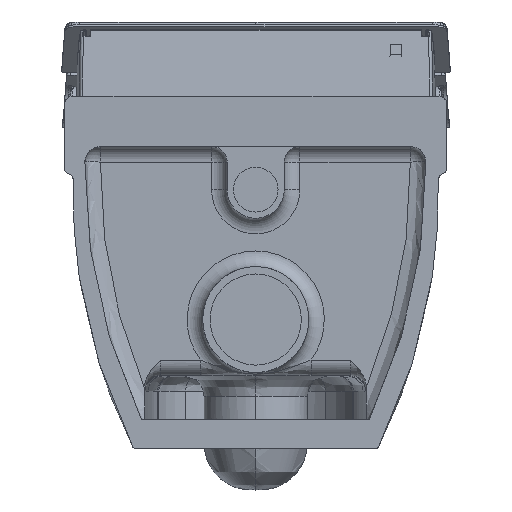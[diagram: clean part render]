
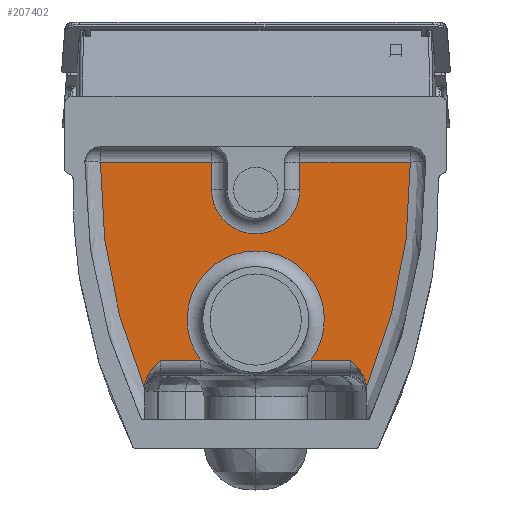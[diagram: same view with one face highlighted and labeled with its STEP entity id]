
A CAD part, left-side view. The second image highlights one B-rep face of the part: STEP entity #207402.
In plain terms, the highlighted planar face has unit normal (-1, 0, 0).
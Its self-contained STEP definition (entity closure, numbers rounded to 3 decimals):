
#202790=CARTESIAN_POINT('',(100.0,91.898,-219.));
#202791=VERTEX_POINT('',#202790);
#202792=CARTESIAN_POINT('',(100.,106.896,-244.98));
#202793=VERTEX_POINT('',#202792);
#202794=CARTESIAN_POINT('',(100.0,91.898,-219.));
#202795=CARTESIAN_POINT('',(100.0,91.903,-219.006));
#202796=CARTESIAN_POINT('',(100.0,91.909,-219.011));
#202797=CARTESIAN_POINT('',(100.0,94.722,-221.824));
#202798=CARTESIAN_POINT('',(100.,97.553,-224.657));
#202799=CARTESIAN_POINT('',(100.,102.049,-230.381));
#202800=CARTESIAN_POINT('',(100.0,104.082,-233.492));
#202801=CARTESIAN_POINT('',(100.0,106.473,-239.943));
#202802=CARTESIAN_POINT('',(100.0,106.896,-242.596));
#202803=CARTESIAN_POINT('',(100.0,106.896,-244.98));
#202804=B_SPLINE_CURVE_WITH_KNOTS('',3,(#202794,#202795,#202796,#202797,#202798,#202799,#202800,#202801,#202802,#202803),.UNSPECIFIED.,.F.,.U.,(4,2,2,2,4),(-0.002,0.0,1.191,2.172,2.956),.UNSPECIFIED.);
#202805=EDGE_CURVE('',#202791,#202793,#202804,.T.);
#205320=CARTESIAN_POINT('',(100.0,-91.394,-219.));
#205321=VERTEX_POINT('',#205320);
#205322=CARTESIAN_POINT('',(100.,-106.393,-244.98));
#205323=VERTEX_POINT('',#205322);
#205324=CARTESIAN_POINT('',(100.0,-106.393,-244.98));
#205325=CARTESIAN_POINT('',(100.0,-106.393,-242.596));
#205326=CARTESIAN_POINT('',(100.0,-105.969,-239.943));
#205327=CARTESIAN_POINT('',(100.0,-103.578,-233.492));
#205328=CARTESIAN_POINT('',(100.0,-101.545,-230.381));
#205329=CARTESIAN_POINT('',(100.0,-97.05,-224.657));
#205330=CARTESIAN_POINT('',(100.0,-94.218,-221.824));
#205331=CARTESIAN_POINT('',(100.0,-91.405,-219.011));
#205332=CARTESIAN_POINT('',(100.0,-91.4,-219.006));
#205333=CARTESIAN_POINT('',(100.0,-91.394,-219.));
#205334=B_SPLINE_CURVE_WITH_KNOTS('',3,(#205324,#205325,#205326,#205327,#205328,#205329,#205330,#205331,#205332,#205333),.UNSPECIFIED.,.F.,.U.,(4,2,2,2,4),(0.0,0.715,1.61,2.697,2.699),.UNSPECIFIED.);
#205335=EDGE_CURVE('',#205321,#205323,#205334,.F.);
#205627=CARTESIAN_POINT('',(100.0,-106.393,-245.837));
#205628=VERTEX_POINT('',#205627);
#205638=CARTESIAN_POINT('',(100.0,-106.393,-245.837));
#205639=CARTESIAN_POINT('',(100.0,-106.393,-245.552));
#205640=CARTESIAN_POINT('',(100.0,-106.393,-245.266));
#205641=CARTESIAN_POINT('',(100.0,-106.393,-244.98));
#205642=B_SPLINE_CURVE_WITH_KNOTS('',3,(#205638,#205639,#205640,#205641),.UNSPECIFIED.,.F.,.U.,(4,4),(-1.184,-1.098),.UNSPECIFIED.);
#205643=EDGE_CURVE('',#205628,#205323,#205642,.T.);
#206987=CARTESIAN_POINT('',(100.0,106.896,-246.188));
#206988=VERTEX_POINT('',#206987);
#206989=CARTESIAN_POINT('',(100.0,106.896,-244.98));
#206990=CARTESIAN_POINT('',(100.0,106.896,-245.383));
#206991=CARTESIAN_POINT('',(100.0,106.896,-245.785));
#206992=CARTESIAN_POINT('',(100.0,106.896,-246.188));
#206993=B_SPLINE_CURVE_WITH_KNOTS('',3,(#206989,#206990,#206991,#206992),.UNSPECIFIED.,.F.,.U.,(4,4),(-3.213,-3.093),.UNSPECIFIED.);
#206994=EDGE_CURVE('',#202793,#206988,#206993,.T.);
#207112=CARTESIAN_POINT('',(100.0,-53.245,-219.));
#207113=VERTEX_POINT('',#207112);
#207114=CARTESIAN_POINT('',(100.0,-91.394,-219.));
#207115=DIRECTION('',(0.0,1.0,0.0));
#207116=VECTOR('',#207115,38.149);
#207117=LINE('',#207114,#207116);
#207118=EDGE_CURVE('',#205321,#207113,#207117,.T.);
#207244=CARTESIAN_POINT('',(100.0,53.245,-219.));
#207245=VERTEX_POINT('',#207244);
#207285=CARTESIAN_POINT('',(100.0,53.245,-219.));
#207286=DIRECTION('',(0.0,1.0,0.0));
#207287=VECTOR('',#207286,38.653);
#207288=LINE('',#207285,#207287);
#207289=EDGE_CURVE('',#207245,#202791,#207288,.T.);
#207311=CARTESIAN_POINT('',(100.0,0.,-180.));
#207312=DIRECTION('',(-1.0,0.0,0.0));
#207313=DIRECTION('',(0.0,0.0,-1.0));
#207314=AXIS2_PLACEMENT_3D('',#207311,#207312,#207313);
#207315=CIRCLE('',#207314,66.0);
#207316=EDGE_CURVE('',#207113,#207245,#207315,.T.);
#207321=CARTESIAN_POINT('',(100.0,0.326,-132.779));
#207322=DIRECTION('',(1.0,0.0,0.0));
#207323=DIRECTION('',(0.0,0.0,-1.0));
#207324=AXIS2_PLACEMENT_3D('',#207321,#207322,#207323);
#207325=PLANE('',#207324);
#207326=ORIENTED_EDGE('',*,*,#202805,.F.);
#207327=ORIENTED_EDGE('',*,*,#207289,.F.);
#207328=ORIENTED_EDGE('',*,*,#207316,.F.);
#207329=ORIENTED_EDGE('',*,*,#207118,.F.);
#207330=ORIENTED_EDGE('',*,*,#205335,.T.);
#207331=ORIENTED_EDGE('',*,*,#205643,.F.);
#207332=CARTESIAN_POINT('',(100.0,-148.754,-28.434));
#207333=VERTEX_POINT('',#207332);
#207334=CARTESIAN_POINT('',(100.0,-148.754,-28.434));
#207335=CARTESIAN_POINT('',(100.0,-149.201,-61.411));
#207336=CARTESIAN_POINT('',(100.0,-146.618,-94.58));
#207337=CARTESIAN_POINT('',(100.0,-137.706,-146.638));
#207338=CARTESIAN_POINT('',(100.,-131.076,-175.667));
#207339=CARTESIAN_POINT('',(100.,-119.046,-213.625));
#207340=CARTESIAN_POINT('',(100.0,-111.438,-233.715));
#207341=CARTESIAN_POINT('',(100.0,-107.013,-244.363));
#207342=CARTESIAN_POINT('',(100.0,-106.393,-245.837));
#207343=B_SPLINE_CURVE_WITH_KNOTS('',3,(#207334,#207335,#207336,#207337,#207338,#207339,#207340,#207341,#207342),.UNSPECIFIED.,.F.,.U.,(4,2,1,1,1,4),(-24.74,-14.86,-8.916,-5.944,-2.972,-2.493),.UNSPECIFIED.);
#207344=EDGE_CURVE('',#207333,#205628,#207343,.T.);
#207345=ORIENTED_EDGE('',*,*,#207344,.F.);
#207346=CARTESIAN_POINT('',(100.0,-42.5,-28.434));
#207347=VERTEX_POINT('',#207346);
#207348=CARTESIAN_POINT('',(100.0,-42.5,-28.434));
#207349=DIRECTION('',(0.0,-1.0,0.0));
#207350=VECTOR('',#207349,106.254);
#207351=LINE('',#207348,#207350);
#207352=EDGE_CURVE('',#207347,#207333,#207351,.T.);
#207353=ORIENTED_EDGE('',*,*,#207352,.F.);
#207354=CARTESIAN_POINT('',(100.0,-42.5,-55.0));
#207355=VERTEX_POINT('',#207354);
#207356=CARTESIAN_POINT('',(100.0,-42.5,-55.0));
#207357=DIRECTION('',(0.0,0.0,1.0));
#207358=VECTOR('',#207357,26.566);
#207359=LINE('',#207356,#207358);
#207360=EDGE_CURVE('',#207355,#207347,#207359,.T.);
#207361=ORIENTED_EDGE('',*,*,#207360,.F.);
#207362=CARTESIAN_POINT('',(100.0,42.5,-55.0));
#207363=VERTEX_POINT('',#207362);
#207364=CARTESIAN_POINT('',(100.0,0.0,-55.0));
#207365=DIRECTION('',(-1.0,0.0,0.0));
#207366=DIRECTION('',(0.0,0.0,-1.0));
#207367=AXIS2_PLACEMENT_3D('',#207364,#207365,#207366);
#207368=CIRCLE('',#207367,42.5);
#207369=EDGE_CURVE('',#207363,#207355,#207368,.T.);
#207370=ORIENTED_EDGE('',*,*,#207369,.F.);
#207371=CARTESIAN_POINT('',(100.0,42.5,-28.434));
#207372=VERTEX_POINT('',#207371);
#207373=CARTESIAN_POINT('',(100.0,42.5,-28.434));
#207374=DIRECTION('',(0.0,0.0,-1.0));
#207375=VECTOR('',#207374,26.566);
#207376=LINE('',#207373,#207375);
#207377=EDGE_CURVE('',#207372,#207363,#207376,.T.);
#207378=ORIENTED_EDGE('',*,*,#207377,.F.);
#207379=CARTESIAN_POINT('',(100.0,149.405,-28.434));
#207380=VERTEX_POINT('',#207379);
#207381=CARTESIAN_POINT('',(100.0,149.405,-28.434));
#207382=DIRECTION('',(0.0,-1.0,0.0));
#207383=VECTOR('',#207382,106.905);
#207384=LINE('',#207381,#207383);
#207385=EDGE_CURVE('',#207380,#207372,#207384,.T.);
#207386=ORIENTED_EDGE('',*,*,#207385,.F.);
#207387=CARTESIAN_POINT('',(100.,106.896,-246.188));
#207388=CARTESIAN_POINT('',(100.0,107.567,-244.598));
#207389=CARTESIAN_POINT('',(100.,112.044,-233.835));
#207390=CARTESIAN_POINT('',(100.,123.221,-204.318));
#207391=CARTESIAN_POINT('',(100.,134.213,-166.015));
#207392=CARTESIAN_POINT('',(100.,140.029,-136.87));
#207393=CARTESIAN_POINT('',(100.,147.272,-94.571));
#207394=CARTESIAN_POINT('',(100.0,149.852,-61.411));
#207395=CARTESIAN_POINT('',(100.0,149.405,-28.434));
#207396=B_SPLINE_CURVE_WITH_KNOTS('',3,(#207387,#207388,#207389,#207390,#207391,#207392,#207393,#207394,#207395),.UNSPECIFIED.,.F.,.U.,(4,1,1,1,2,4),(-23.724,-23.207,-20.235,-14.291,-11.319,-1.439),.UNSPECIFIED.);
#207397=EDGE_CURVE('',#206988,#207380,#207396,.T.);
#207398=ORIENTED_EDGE('',*,*,#207397,.F.);
#207399=ORIENTED_EDGE('',*,*,#206994,.F.);
#207400=EDGE_LOOP('',(#207326,#207327,#207328,#207329,#207330,#207331,#207345,#207353,#207361,#207370,#207378,#207386,#207398,#207399));
#207401=FACE_OUTER_BOUND('',#207400,.T.);
#207402=ADVANCED_FACE('',(#207401),#207325,.F.);
